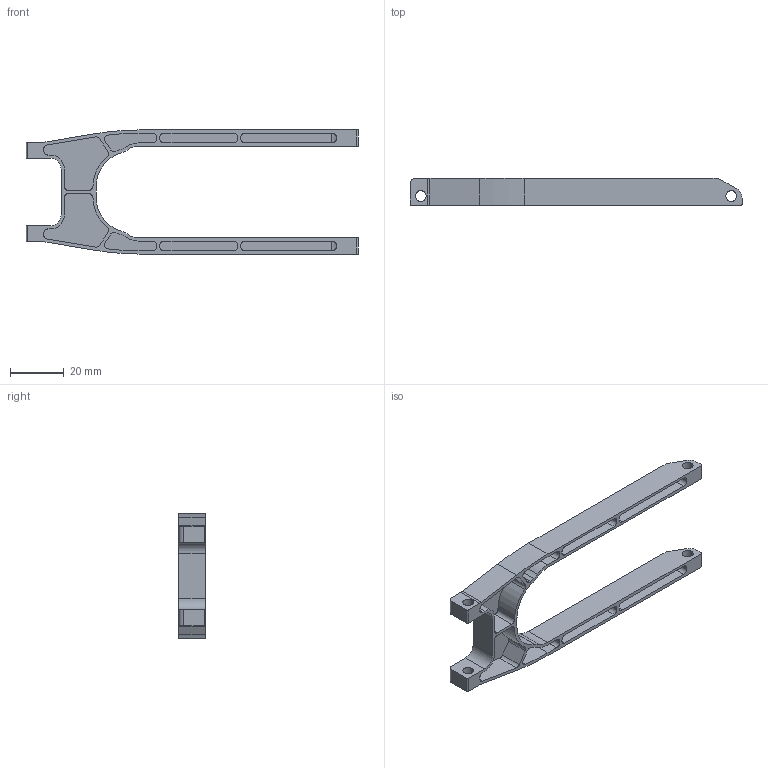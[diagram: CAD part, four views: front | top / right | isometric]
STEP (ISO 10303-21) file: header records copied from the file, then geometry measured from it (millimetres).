
FILE_DESCRIPTION (( 'STEP AP203' ), '1' );
FILE_NAME ('Linkk5_Default_sldprt.STEP', '2023-08-01T11:31:27', ( '' ), ( '' ), 'SwSTEP 2.0', 'SolidWorks 2022', '' );
FILE_SCHEMA (( 'CONFIG_CONTROL_DESIGN' ));
Length unit declared in the file: millimetre
Products named in the file (1): Linkk5_Default_sldprt
Bounding box: 123 x 10 x 46 mm (x, y, z)
Volume: 8701.6 mm3; surface area: 13815.9 mm2
Topology: 1 solids, 1 shells, 149 faces, 417 edges, 278 vertices
Faces by surface type: cylinder 83, plane 66
Entity records: 4966 total; most frequent: CARTESIAN_POINT 885, DIRECTION 871, ORIENTED_EDGE 834, EDGE_CURVE 417, AXIS2_PLACEMENT_3D 312, VERTEX_POINT 278, VECTOR 247, LINE 247
